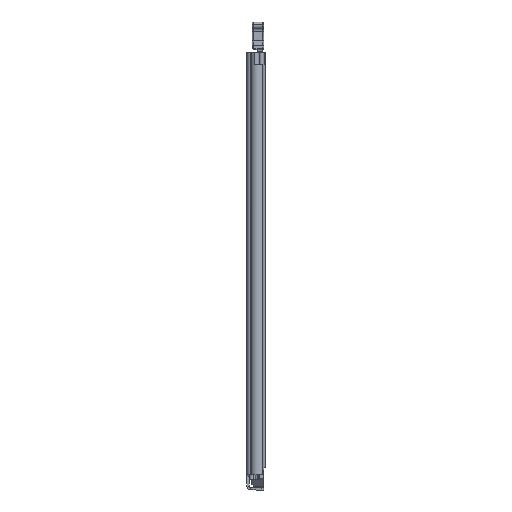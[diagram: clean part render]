
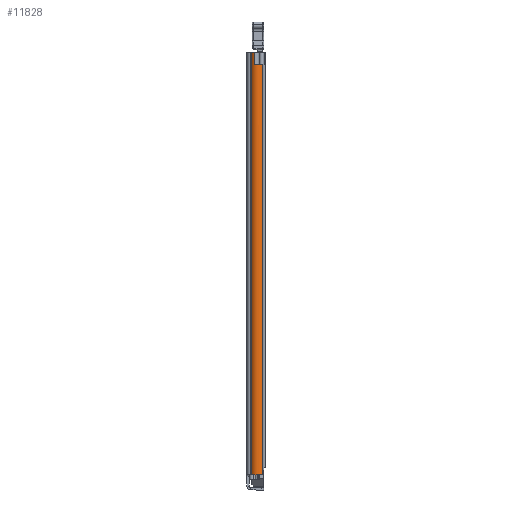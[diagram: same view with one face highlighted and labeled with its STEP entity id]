
A CAD part, front view. The second image highlights one B-rep face of the part: STEP entity #11828.
In plain terms, the highlighted cylindrical face has radius 7.6 mm (diameter 15.2 mm), a partial arc.
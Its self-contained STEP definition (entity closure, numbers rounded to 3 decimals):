
#138 = CARTESIAN_POINT ( 'NONE',  ( 16.488, -35.307, -441.2 ) ) ;
#700 = VERTEX_POINT ( 'NONE', #13989 ) ;
#1271 = VERTEX_POINT ( 'NONE', #33452 ) ;
#1434 = DIRECTION ( 'NONE',  ( 1., 0., 0. ) ) ;
#2104 = ORIENTED_EDGE ( 'NONE', *, *, #9570, .T. ) ;
#2120 = EDGE_CURVE ( 'NONE', #17514, #1271, #32396, .T. ) ;
#3802 = CARTESIAN_POINT ( 'NONE',  ( 8.413, -37.778, -457.2 ) ) ;
#5336 = ORIENTED_EDGE ( 'NONE', *, *, #33674, .F. ) ;
#5398 = DIRECTION ( 'NONE',  ( 0., 0., 1. ) ) ;
#6340 = ORIENTED_EDGE ( 'NONE', *, *, #23759, .T. ) ;
#7415 = AXIS2_PLACEMENT_3D ( 'NONE', #31192, #12563, #9585 ) ;
#8149 = CIRCLE ( 'NONE', #12608, 7.6 ) ;
#8758 = DIRECTION ( 'NONE',  ( 0., 0., 1. ) ) ;
#9320 = VERTEX_POINT ( 'NONE', #138 ) ;
#9340 = ORIENTED_EDGE ( 'NONE', *, *, #21247, .T. ) ;
#9570 = EDGE_CURVE ( 'NONE', #30897, #17514, #24523, .T. ) ;
#9585 = DIRECTION ( 'NONE',  ( 1., 0., 0. ) ) ;
#10272 = AXIS2_PLACEMENT_3D ( 'NONE', #31539, #5398, #32215 ) ;
#11322 = LINE ( 'NONE', #23756, #21090 ) ;
#11828 = ADVANCED_FACE ( 'NONE', ( #32047 ), #23521, .T. ) ;
#12563 = DIRECTION ( 'NONE',  ( 0., 0., -1. ) ) ;
#12608 = AXIS2_PLACEMENT_3D ( 'NONE', #28259, #28425, #17818 ) ;
#12639 = CIRCLE ( 'NONE', #18227, 7.6 ) ;
#12850 = CARTESIAN_POINT ( 'NONE',  ( 10.602, -30.5, -12.2 ) ) ;
#13989 = CARTESIAN_POINT ( 'NONE',  ( 16.488, -35.307, -12.2 ) ) ;
#16527 = CARTESIAN_POINT ( 'NONE',  ( 8.413, -37.778, 0. ) ) ;
#17514 = VERTEX_POINT ( 'NONE', #16527 ) ;
#17818 = DIRECTION ( 'NONE',  ( 1., 0., 0. ) ) ;
#18227 = AXIS2_PLACEMENT_3D ( 'NONE', #12850, #33110, #1434 ) ;
#21090 = VECTOR ( 'NONE', #34379, 1000. ) ;
#21247 = EDGE_CURVE ( 'NONE', #33603, #9320, #8149, .T. ) ;
#21703 = EDGE_CURVE ( 'NONE', #30897, #700, #12639, .T. ) ;
#21809 = LINE ( 'NONE', #32971, #32920 ) ;
#21931 = EDGE_LOOP ( 'NONE', ( #9340, #6340, #29867, #2104, #23777, #5336 ) ) ;
#23521 = CYLINDRICAL_SURFACE ( 'NONE', #10272, 7.6 ) ;
#23756 = CARTESIAN_POINT ( 'NONE',  ( 16.488, -35.307, -457.2 ) ) ;
#23759 = EDGE_CURVE ( 'NONE', #9320, #700, #11322, .T. ) ;
#23777 = ORIENTED_EDGE ( 'NONE', *, *, #2120, .T. ) ;
#24523 = LINE ( 'NONE', #3802, #30250 ) ;
#25041 = DIRECTION ( 'NONE',  ( 0., 0., 1. ) ) ;
#28259 = CARTESIAN_POINT ( 'NONE',  ( 10.602, -30.5, -441.2 ) ) ;
#28425 = DIRECTION ( 'NONE',  ( 0., 0., 1. ) ) ;
#29153 = CARTESIAN_POINT ( 'NONE',  ( 5.244, -35.891, -441.2 ) ) ;
#29867 = ORIENTED_EDGE ( 'NONE', *, *, #21703, .F. ) ;
#30250 = VECTOR ( 'NONE', #25041, 1000. ) ;
#30897 = VERTEX_POINT ( 'NONE', #31220 ) ;
#31192 = CARTESIAN_POINT ( 'NONE',  ( 10.602, -30.5, 0. ) ) ;
#31220 = CARTESIAN_POINT ( 'NONE',  ( 8.413, -37.778, -12.2 ) ) ;
#31539 = CARTESIAN_POINT ( 'NONE',  ( 10.602, -30.5, -457.2 ) ) ;
#32047 = FACE_OUTER_BOUND ( 'NONE', #21931, .T. ) ;
#32215 = DIRECTION ( 'NONE',  ( 1., 0., 0. ) ) ;
#32396 = CIRCLE ( 'NONE', #7415, 7.6 ) ;
#32920 = VECTOR ( 'NONE', #8758, 1000. ) ;
#32971 = CARTESIAN_POINT ( 'NONE',  ( 5.244, -35.891, -457.2 ) ) ;
#33110 = DIRECTION ( 'NONE',  ( 0., 0., 1. ) ) ;
#33452 = CARTESIAN_POINT ( 'NONE',  ( 5.244, -35.891, 0. ) ) ;
#33603 = VERTEX_POINT ( 'NONE', #29153 ) ;
#33674 = EDGE_CURVE ( 'NONE', #33603, #1271, #21809, .T. ) ;
#34379 = DIRECTION ( 'NONE',  ( 0., 0., 1. ) ) ;
